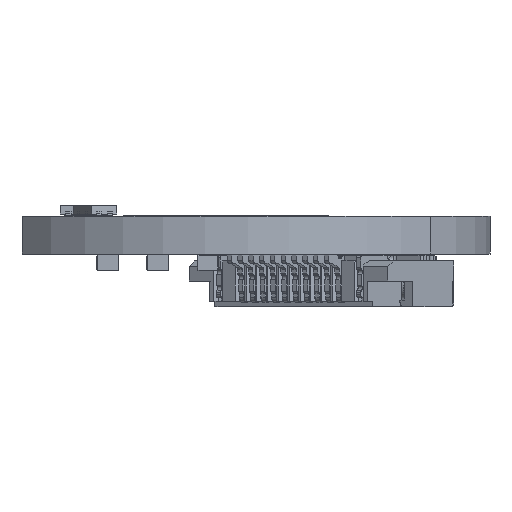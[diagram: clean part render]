
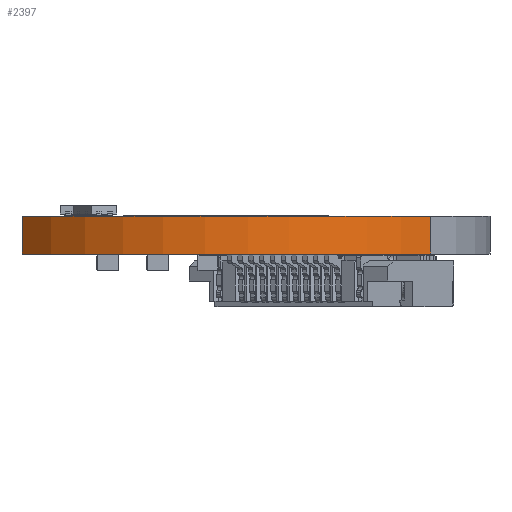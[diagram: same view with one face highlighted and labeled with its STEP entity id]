
A CAD part, left-side view. The second image highlights one B-rep face of the part: STEP entity #2397.
In plain terms, the highlighted cylindrical face has radius 10.001 mm (diameter 20.001 mm), a partial arc.
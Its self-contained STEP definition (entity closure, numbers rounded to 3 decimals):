
#2397=ADVANCED_FACE('',(#6464),#6465,.T.);
#6464=FACE_OUTER_BOUND('',#12123,.T.);
#6465=CYLINDRICAL_SURFACE('',#12124,10.001);
#12123=EDGE_LOOP('',(#18485,#18486,#18487,#18488));
#12124=AXIS2_PLACEMENT_3D('',#18489,#18490,#18491);
#18485=ORIENTED_EDGE('',*,*,#33434,.F.);
#18486=ORIENTED_EDGE('',*,*,#33448,.T.);
#18487=ORIENTED_EDGE('',*,*,#33440,.T.);
#18488=ORIENTED_EDGE('',*,*,#33452,.F.);
#18489=CARTESIAN_POINT('',(0.001,0.0,0.034));
#18490=DIRECTION('',(0.,0.,1.0));
#18491=DIRECTION('',(-0.632,0.775,0.));
#33434=EDGE_CURVE('',#39097,#39098,#39099,.T.);
#33440=EDGE_CURVE('',#39108,#39109,#39110,.T.);
#33448=EDGE_CURVE('',#39097,#39108,#39121,.T.);
#33452=EDGE_CURVE('',#39098,#39109,#39125,.T.);
#39097=VERTEX_POINT('',#47376);
#39098=VERTEX_POINT('',#47377);
#39099=CIRCLE('',#47378,10.001);
#39108=VERTEX_POINT('',#47388);
#39109=VERTEX_POINT('',#47389);
#39110=CIRCLE('',#47390,10.001);
#39121=LINE('',#47403,#47404);
#39125=LINE('',#47409,#47410);
#47376=CARTESIAN_POINT('',(-6.32,7.75,1.466));
#47377=CARTESIAN_POINT('',(-6.32,-7.75,1.466));
#47378=AXIS2_PLACEMENT_3D('',#58869,#58870,#58871);
#47388=CARTESIAN_POINT('',(-6.32,7.75,0.034));
#47389=CARTESIAN_POINT('',(-6.32,-7.75,0.034));
#47390=AXIS2_PLACEMENT_3D('',#58882,#58883,#58884);
#47403=CARTESIAN_POINT('',(-6.32,7.75,0.75));
#47404=VECTOR('',#58896,1.0);
#47409=CARTESIAN_POINT('',(-6.32,-7.75,0.75));
#47410=VECTOR('',#58898,1.0);
#58869=CARTESIAN_POINT('',(0.001,0.,1.466));
#58870=DIRECTION('',(0.0,0.0,1.0));
#58871=DIRECTION('',(-0.632,0.775,0.0));
#58882=CARTESIAN_POINT('',(0.001,0.0,0.034));
#58883=DIRECTION('',(0.0,0.0,1.0));
#58884=DIRECTION('',(-0.632,0.775,0.0));
#58896=DIRECTION('',(0.,0.,-1.0));
#58898=DIRECTION('',(0.,0.,-1.0));
